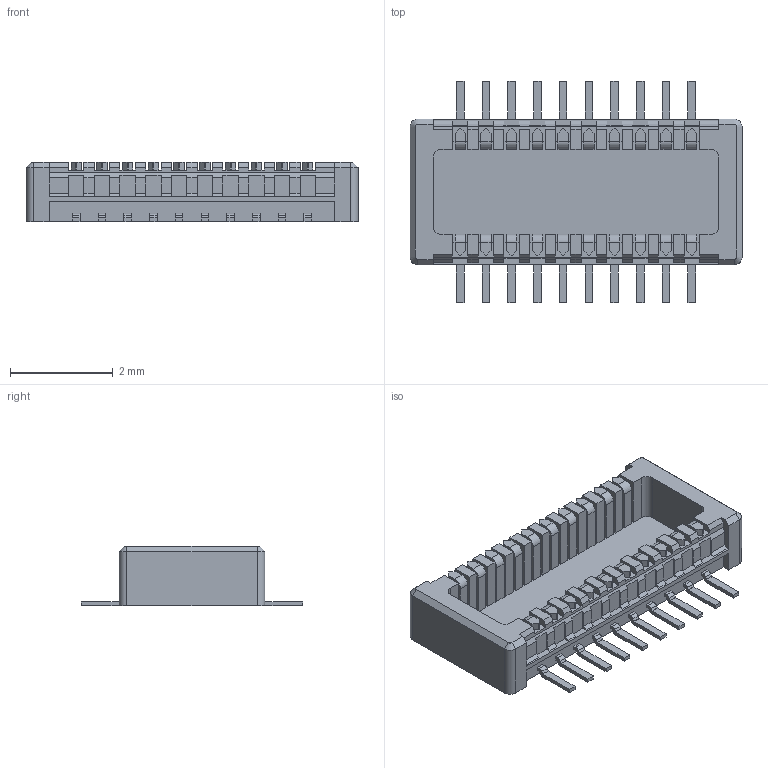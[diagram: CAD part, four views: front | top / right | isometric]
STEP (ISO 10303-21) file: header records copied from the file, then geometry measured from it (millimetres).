
FILE_DESCRIPTION(/* description */ ('model of Molex_SlimStack_55560-0201_2x10_P0.50mm_Vertical'),/* implementation_level */ '2;1');
FILE_NAME(/* name */ 'Molex_SlimStack_55560-0201_2x10_P0.50mm_Vertical.step',/* time_stamp */ '2017-12-04T22:47:37',/* author */ ('Ray Benitez',''),/* organization */ (''),/* preprocessor_version */ '',/* originating_system */ '',/* authorisation */ '');
FILE_SCHEMA(('AUTOMOTIVE_DESIGN { 1 0 10303 214 1 1 1 1 }'));
Length unit declared in the file: millimetre
Products named in the file (1): Molex_55560_0201
Bounding box: 6.45 x 4.3 x 1.15 mm (x, y, z)
Volume: 10.4 mm3; surface area: 92.3 mm2
Topology: 1 solids, 1 shells, 732 faces, 2202 edges, 1492 vertices
Faces by surface type: plane 620, cylinder 108, cone 4
Entity records: 16591 total; most frequent: ORIENTED_EDGE 3496, CARTESIAN_POINT 2627, EDGE_CURVE 2202, LINE 1796, VERTEX_POINT 1492, AXIS2_PLACEMENT_3D 781, FACE_BOUND 752, EDGE_LOOP 752
